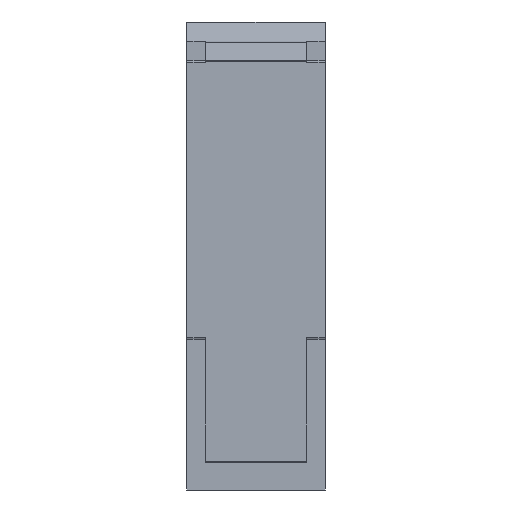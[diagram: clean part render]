
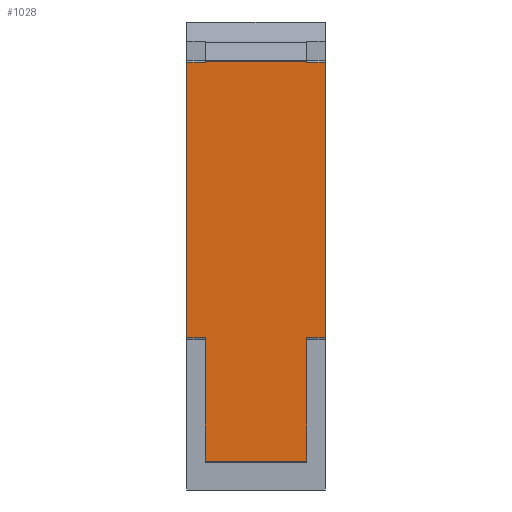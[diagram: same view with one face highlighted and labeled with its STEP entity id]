
A CAD part, front view. The second image highlights one B-rep face of the part: STEP entity #1028.
In plain terms, the highlighted planar face has unit normal (0, -1, 0).
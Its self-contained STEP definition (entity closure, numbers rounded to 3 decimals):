
#19 = DIRECTION ( 'NONE',  ( 0., 0., -1. ) ) ;
#26 = VECTOR ( 'NONE', #280, 1000. ) ;
#44 = VERTEX_POINT ( 'NONE', #1404 ) ;
#65 = CARTESIAN_POINT ( 'NONE',  ( 10.75, -2.4, -12.725 ) ) ;
#147 = AXIS2_PLACEMENT_3D ( 'NONE', #1663, #1360, #441 ) ;
#162 = EDGE_CURVE ( 'NONE', #1849, #358, #940, .T. ) ;
#163 = ORIENTED_EDGE ( 'NONE', *, *, #1015, .T. ) ;
#242 = LINE ( 'NONE', #1037, #988 ) ;
#247 = ORIENTED_EDGE ( 'NONE', *, *, #1658, .F. ) ;
#255 = CARTESIAN_POINT ( 'NONE',  ( -7.85, -2.4, 30.093 ) ) ;
#280 = DIRECTION ( 'NONE',  ( 0., 0., -1. ) ) ;
#293 = CARTESIAN_POINT ( 'NONE',  ( 7.85, -2.4, 30.093 ) ) ;
#300 = EDGE_CURVE ( 'NONE', #1697, #44, #1406, .T. ) ;
#343 = CARTESIAN_POINT ( 'NONE',  ( -10.75, -2.4, -12.725 ) ) ;
#347 = ORIENTED_EDGE ( 'NONE', *, *, #805, .T. ) ;
#358 = VERTEX_POINT ( 'NONE', #566 ) ;
#393 = VERTEX_POINT ( 'NONE', #572 ) ;
#424 = DIRECTION ( 'NONE',  ( 0., 0., 1. ) ) ;
#432 = DIRECTION ( 'NONE',  ( -1., 0., 0. ) ) ;
#441 = DIRECTION ( 'NONE',  ( 1., 0., 0. ) ) ;
#442 = CARTESIAN_POINT ( 'NONE',  ( 10.75, -2.4, 30.17 ) ) ;
#478 = CARTESIAN_POINT ( 'NONE',  ( -10.75, -2.4, 32.825 ) ) ;
#494 = EDGE_CURVE ( 'NONE', #393, #878, #883, .T. ) ;
#503 = EDGE_CURVE ( 'NONE', #1216, #393, #1720, .T. ) ;
#505 = DIRECTION ( 'NONE',  ( -1., 0., 0. ) ) ;
#520 = FACE_OUTER_BOUND ( 'NONE', #669, .T. ) ;
#522 = VECTOR ( 'NONE', #767, 1000. ) ;
#532 = EDGE_CURVE ( 'NONE', #1849, #821, #1272, .T. ) ;
#566 = CARTESIAN_POINT ( 'NONE',  ( 7.85, -2.4, -31.825 ) ) ;
#572 = CARTESIAN_POINT ( 'NONE',  ( -7.85, -2.4, 30.17 ) ) ;
#653 = CARTESIAN_POINT ( 'NONE',  ( -9.735, -2.4, -31.825 ) ) ;
#669 = EDGE_LOOP ( 'NONE', ( #1877, #247, #1303, #1675, #1494, #1240, #920, #1740, #163, #1373, #347, #923 ) ) ;
#739 = VERTEX_POINT ( 'NONE', #1745 ) ;
#767 = DIRECTION ( 'NONE',  ( 0., 0., 1. ) ) ;
#805 = EDGE_CURVE ( 'NONE', #828, #821, #1918, .T. ) ;
#821 = VERTEX_POINT ( 'NONE', #1458 ) ;
#822 = VECTOR ( 'NONE', #505, 1000. ) ;
#828 = VERTEX_POINT ( 'NONE', #343 ) ;
#855 = DIRECTION ( 'NONE',  ( 0., 0., -1. ) ) ;
#878 = VERTEX_POINT ( 'NONE', #255 ) ;
#883 = LINE ( 'NONE', #1989, #961 ) ;
#890 = VECTOR ( 'NONE', #1771, 1000. ) ;
#920 = ORIENTED_EDGE ( 'NONE', *, *, #503, .T. ) ;
#923 = ORIENTED_EDGE ( 'NONE', *, *, #532, .F. ) ;
#931 = VECTOR ( 'NONE', #19, 1000. ) ;
#933 = LINE ( 'NONE', #1512, #1764 ) ;
#940 = LINE ( 'NONE', #653, #1796 ) ;
#961 = VECTOR ( 'NONE', #1691, 1000. ) ;
#963 = EDGE_CURVE ( 'NONE', #1668, #1216, #1008, .T. ) ;
#988 = VECTOR ( 'NONE', #855, 1000. ) ;
#1008 = LINE ( 'NONE', #1208, #1059 ) ;
#1015 = EDGE_CURVE ( 'NONE', #878, #1210, #933, .T. ) ;
#1028 = ADVANCED_FACE ( 'NONE', ( #520 ), #1054, .F. ) ;
#1037 = CARTESIAN_POINT ( 'NONE',  ( 10.75, -2.4, 32.825 ) ) ;
#1054 = PLANE ( 'NONE',  #147 ) ;
#1059 = VECTOR ( 'NONE', #424, 1000. ) ;
#1132 = VECTOR ( 'NONE', #1231, 1000. ) ;
#1140 = DIRECTION ( 'NONE',  ( 1., 0., 0. ) ) ;
#1205 = CARTESIAN_POINT ( 'NONE',  ( -7.85, -2.4, -33.575 ) ) ;
#1208 = CARTESIAN_POINT ( 'NONE',  ( 7.85, -2.4, 32.825 ) ) ;
#1210 = VERTEX_POINT ( 'NONE', #1230 ) ;
#1211 = CARTESIAN_POINT ( 'NONE',  ( 7.85, -2.4, -33.575 ) ) ;
#1216 = VERTEX_POINT ( 'NONE', #1393 ) ;
#1230 = CARTESIAN_POINT ( 'NONE',  ( -10.75, -2.4, 30.093 ) ) ;
#1231 = DIRECTION ( 'NONE',  ( -1., 0., 0. ) ) ;
#1240 = ORIENTED_EDGE ( 'NONE', *, *, #963, .T. ) ;
#1272 = LINE ( 'NONE', #1205, #522 ) ;
#1303 = ORIENTED_EDGE ( 'NONE', *, *, #300, .T. ) ;
#1360 = DIRECTION ( 'NONE',  ( 0., 1., 0. ) ) ;
#1372 = CARTESIAN_POINT ( 'NONE',  ( 7.85, -2.4, -12.725 ) ) ;
#1373 = ORIENTED_EDGE ( 'NONE', *, *, #1722, .T. ) ;
#1386 = CARTESIAN_POINT ( 'NONE',  ( -7.85, -2.4, -31.825 ) ) ;
#1393 = CARTESIAN_POINT ( 'NONE',  ( 7.85, -2.4, 30.17 ) ) ;
#1404 = CARTESIAN_POINT ( 'NONE',  ( 10.75, -2.4, -12.725 ) ) ;
#1405 = EDGE_CURVE ( 'NONE', #739, #1668, #1809, .T. ) ;
#1406 = LINE ( 'NONE', #1615, #890 ) ;
#1446 = LINE ( 'NONE', #478, #931 ) ;
#1458 = CARTESIAN_POINT ( 'NONE',  ( -7.85, -2.4, -12.725 ) ) ;
#1494 = ORIENTED_EDGE ( 'NONE', *, *, #1405, .T. ) ;
#1512 = CARTESIAN_POINT ( 'NONE',  ( 10.75, -2.4, 30.093 ) ) ;
#1522 = VECTOR ( 'NONE', #1140, 1000. ) ;
#1589 = DIRECTION ( 'NONE',  ( 1., 0., 0. ) ) ;
#1615 = CARTESIAN_POINT ( 'NONE',  ( 10.75, -2.4, -12.725 ) ) ;
#1658 = EDGE_CURVE ( 'NONE', #1697, #358, #1863, .T. ) ;
#1663 = CARTESIAN_POINT ( 'NONE',  ( 10.75, -2.4, 32.825 ) ) ;
#1668 = VERTEX_POINT ( 'NONE', #293 ) ;
#1675 = ORIENTED_EDGE ( 'NONE', *, *, #1931, .F. ) ;
#1691 = DIRECTION ( 'NONE',  ( 0., 0., -1. ) ) ;
#1697 = VERTEX_POINT ( 'NONE', #1372 ) ;
#1720 = LINE ( 'NONE', #442, #1132 ) ;
#1722 = EDGE_CURVE ( 'NONE', #1210, #828, #1446, .T. ) ;
#1740 = ORIENTED_EDGE ( 'NONE', *, *, #494, .T. ) ;
#1745 = CARTESIAN_POINT ( 'NONE',  ( 10.75, -2.4, 30.093 ) ) ;
#1764 = VECTOR ( 'NONE', #432, 1000. ) ;
#1767 = CARTESIAN_POINT ( 'NONE',  ( 10.75, -2.4, 30.093 ) ) ;
#1771 = DIRECTION ( 'NONE',  ( 1., 0., 0. ) ) ;
#1796 = VECTOR ( 'NONE', #1589, 1000. ) ;
#1809 = LINE ( 'NONE', #1767, #822 ) ;
#1849 = VERTEX_POINT ( 'NONE', #1386 ) ;
#1863 = LINE ( 'NONE', #1211, #26 ) ;
#1877 = ORIENTED_EDGE ( 'NONE', *, *, #162, .T. ) ;
#1918 = LINE ( 'NONE', #65, #1522 ) ;
#1931 = EDGE_CURVE ( 'NONE', #739, #44, #242, .T. ) ;
#1989 = CARTESIAN_POINT ( 'NONE',  ( -7.85, -2.4, 32.825 ) ) ;
